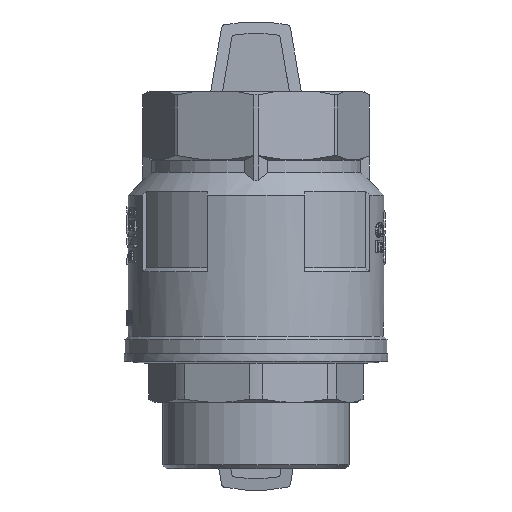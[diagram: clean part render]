
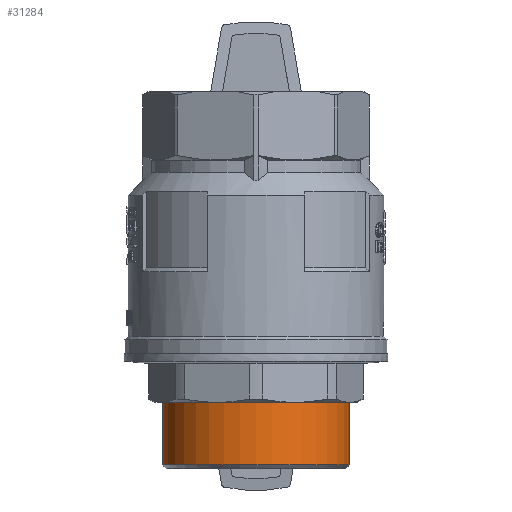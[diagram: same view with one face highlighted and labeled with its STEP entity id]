
A CAD part, front view. The second image highlights one B-rep face of the part: STEP entity #31284.
In plain terms, the highlighted cylindrical face has radius 23.901 mm (diameter 47.803 mm), a full revolution.
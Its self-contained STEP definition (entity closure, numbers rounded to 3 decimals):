
#6156=ORIENTED_EDGE('',*,*,#13371,.T.);
#6157=ORIENTED_EDGE('',*,*,#13333,.T.);
#13333=EDGE_CURVE('',#16968,#16968,#19406,.T.);
#13371=EDGE_CURVE('',#16983,#16983,#19414,.T.);
#16968=VERTEX_POINT('',#44512);
#16983=VERTEX_POINT('',#44925);
#19406=CIRCLE('',#32689,23.902);
#19414=CIRCLE('',#32721,23.902);
#19860=EDGE_LOOP('',(#6156));
#19861=EDGE_LOOP('',(#6157));
#21362=FACE_BOUND('',#19860,.T.);
#21363=FACE_BOUND('',#19861,.T.);
#22835=CYLINDRICAL_SURFACE('',#32720,23.902);
#31284=ADVANCED_FACE('',(#21362,#21363),#22835,.T.);
#32689=AXIS2_PLACEMENT_3D('',#44511,#36148,#36149);
#32720=AXIS2_PLACEMENT_3D('',#44923,#36226,#36227);
#32721=AXIS2_PLACEMENT_3D('',#44924,#36228,#36229);
#36148=DIRECTION('',(0.,0.,-1.));
#36149=DIRECTION('',(-1.,0.,0.));
#36226=DIRECTION('',(0.,0.,-1.));
#36227=DIRECTION('',(-1.,0.,0.));
#36228=DIRECTION('',(0.,0.,1.));
#36229=DIRECTION('',(1.,0.,0.));
#44511=CARTESIAN_POINT('',(0.,0.,-15.));
#44512=CARTESIAN_POINT('',(-23.902,0.,-15.));
#44923=CARTESIAN_POINT('',(0.,0.,-15.));
#44924=CARTESIAN_POINT('',(0.,0.,-31.));
#44925=CARTESIAN_POINT('',(23.902,0.,-31.));
